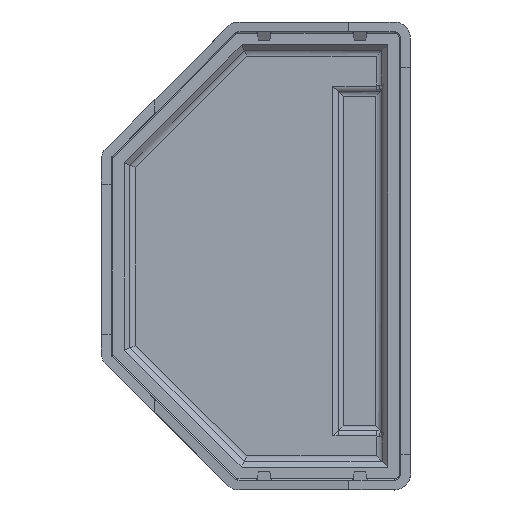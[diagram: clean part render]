
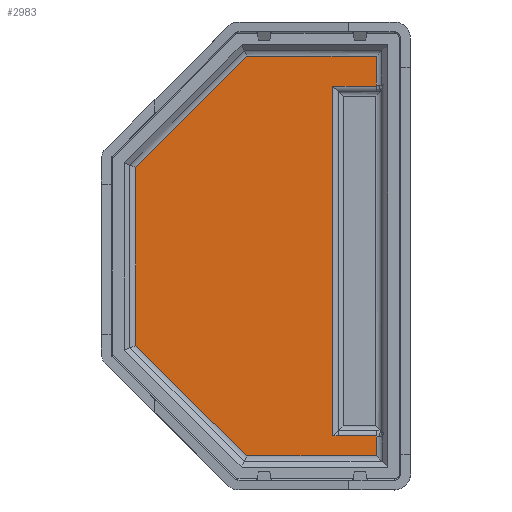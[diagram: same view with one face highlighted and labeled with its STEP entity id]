
A CAD part, top view. The second image highlights one B-rep face of the part: STEP entity #2983.
In plain terms, the highlighted planar face has unit normal (0, 0, 1).
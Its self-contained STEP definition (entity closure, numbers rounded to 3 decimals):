
#43=PLANE('',#3258);
#191=LINE('',#6723,#388);
#193=LINE('',#6752,#390);
#195=LINE('',#6821,#392);
#197=LINE('',#6827,#394);
#198=LINE('',#6829,#395);
#199=LINE('',#6831,#396);
#200=LINE('',#6833,#397);
#201=LINE('',#6835,#398);
#202=LINE('',#6837,#399);
#203=LINE('',#6839,#400);
#204=LINE('',#6840,#401);
#388=VECTOR('',#3803,0.958);
#390=VECTOR('',#3813,0.958);
#392=VECTOR('',#3821,10.);
#394=VECTOR('',#3827,10.);
#395=VECTOR('',#3828,0.958);
#396=VECTOR('',#3829,10.);
#397=VECTOR('',#3830,10.);
#398=VECTOR('',#3831,10.);
#399=VECTOR('',#3832,10.);
#400=VECTOR('',#3833,10.);
#401=VECTOR('',#3834,10.);
#679=FACE_OUTER_BOUND('',#864,.T.);
#864=EDGE_LOOP('',(#2366,#2367,#2368,#2369,#2370,#2371,#2372,#2373,#2374,
#2375,#2376));
#1324=VERTEX_POINT('',#6679);
#1328=VERTEX_POINT('',#6721);
#1331=VERTEX_POINT('',#6750);
#1335=VERTEX_POINT('',#6820);
#1337=VERTEX_POINT('',#6826);
#1338=VERTEX_POINT('',#6828);
#1339=VERTEX_POINT('',#6830);
#1340=VERTEX_POINT('',#6832);
#1341=VERTEX_POINT('',#6834);
#1342=VERTEX_POINT('',#6836);
#1343=VERTEX_POINT('',#6838);
#1694=EDGE_CURVE('',#1328,#1324,#191,.T.);
#1700=EDGE_CURVE('',#1331,#1328,#193,.T.);
#1706=EDGE_CURVE('',#1324,#1335,#195,.T.);
#1709=EDGE_CURVE('',#1337,#1331,#197,.T.);
#1710=EDGE_CURVE('',#1338,#1337,#198,.T.);
#1711=EDGE_CURVE('',#1339,#1338,#199,.T.);
#1712=EDGE_CURVE('',#1340,#1339,#200,.T.);
#1713=EDGE_CURVE('',#1341,#1340,#201,.T.);
#1714=EDGE_CURVE('',#1342,#1341,#202,.T.);
#1715=EDGE_CURVE('',#1343,#1342,#203,.T.);
#1716=EDGE_CURVE('',#1335,#1343,#204,.T.);
#2366=ORIENTED_EDGE('',*,*,#1694,.F.);
#2367=ORIENTED_EDGE('',*,*,#1700,.F.);
#2368=ORIENTED_EDGE('',*,*,#1709,.F.);
#2369=ORIENTED_EDGE('',*,*,#1710,.F.);
#2370=ORIENTED_EDGE('',*,*,#1711,.F.);
#2371=ORIENTED_EDGE('',*,*,#1712,.F.);
#2372=ORIENTED_EDGE('',*,*,#1713,.F.);
#2373=ORIENTED_EDGE('',*,*,#1714,.F.);
#2374=ORIENTED_EDGE('',*,*,#1715,.F.);
#2375=ORIENTED_EDGE('',*,*,#1716,.F.);
#2376=ORIENTED_EDGE('',*,*,#1706,.F.);
#2983=ADVANCED_FACE('',(#679),#43,.T.);
#3258=AXIS2_PLACEMENT_3D('',#6825,#3825,#3826);
#3803=DIRECTION('',(1.,0.,0.));
#3813=DIRECTION('',(1.,0.,0.));
#3821=DIRECTION('',(0.001,-1.,0.));
#3825=DIRECTION('center_axis',(0.,0.,1.));
#3826=DIRECTION('ref_axis',(1.,0.,0.));
#3827=DIRECTION('',(0.,-1.,0.));
#3828=DIRECTION('',(-1.,0.,0.));
#3829=DIRECTION('',(0.001,-1.,0.));
#3830=DIRECTION('',(1.,0.,0.));
#3831=DIRECTION('',(0.707,0.707,0.));
#3832=DIRECTION('',(0.,1.,0.));
#3833=DIRECTION('',(-0.71,0.705,0.));
#3834=DIRECTION('',(-1.,0.,0.));
#6679=CARTESIAN_POINT('',(129.721,-106.614,-1.227));
#6721=CARTESIAN_POINT('',(123.838,-106.614,-1.227));
#6723=CARTESIAN_POINT('',(125.434,-106.614,-1.227));
#6750=CARTESIAN_POINT('',(123.051,-106.614,-1.227));
#6752=CARTESIAN_POINT('',(125.434,-106.614,-1.227));
#6820=CARTESIAN_POINT('',(129.723,-109.658,-1.227));
#6821=CARTESIAN_POINT('',(129.713,-95.194,-1.227));
#6825=CARTESIAN_POINT('Origin',(111.24,-78.994,-1.227));
#6826=CARTESIAN_POINT('',(123.051,-52.898,-1.227));
#6827=CARTESIAN_POINT('',(123.051,-66.15,-1.227));
#6828=CARTESIAN_POINT('',(129.684,-52.898,-1.227));
#6829=CARTESIAN_POINT('',(129.024,-52.898,-1.227));
#6830=CARTESIAN_POINT('',(129.681,-48.33,-1.227));
#6831=CARTESIAN_POINT('',(129.713,-95.194,-1.227));
#6832=CARTESIAN_POINT('',(109.821,-48.33,-1.227));
#6833=CARTESIAN_POINT('',(121.334,-48.33,-1.227));
#6834=CARTESIAN_POINT('',(92.756,-65.395,-1.227));
#6835=CARTESIAN_POINT('',(102.765,-55.385,-1.227));
#6836=CARTESIAN_POINT('',(92.756,-92.715,-1.227));
#6837=CARTESIAN_POINT('',(92.756,-71.832,-1.227));
#6838=CARTESIAN_POINT('',(109.815,-109.658,-1.227));
#6839=CARTESIAN_POINT('',(93.72,-93.673,-1.227));
#6840=CARTESIAN_POINT('',(110.167,-109.658,-1.227));
